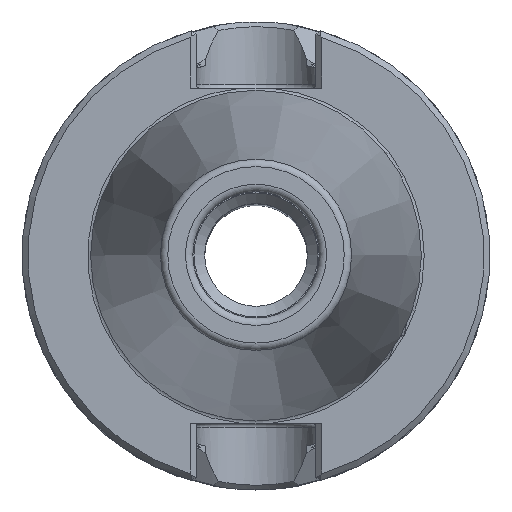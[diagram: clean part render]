
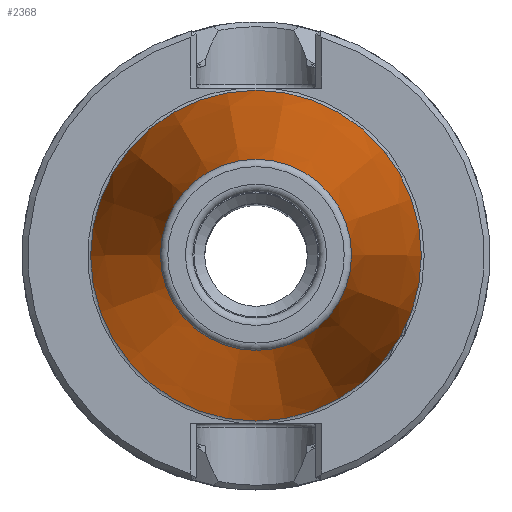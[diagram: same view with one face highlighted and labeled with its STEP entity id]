
A CAD part, top view. The second image highlights one B-rep face of the part: STEP entity #2368.
In plain terms, the highlighted conical face has half-angle 8.297 degrees and reference radius 12.871 mm.
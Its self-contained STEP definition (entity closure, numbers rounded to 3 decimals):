
#288=CONICAL_SURFACE('',#2536,12.871,0.145);
#397=ORIENTED_EDGE('',*,*,#770,.T.);
#398=ORIENTED_EDGE('',*,*,#769,.F.);
#769=EDGE_CURVE('',#980,#980,#1135,.T.);
#770=EDGE_CURVE('',#981,#981,#1136,.T.);
#980=VERTEX_POINT('',#3286);
#981=VERTEX_POINT('',#3289);
#1135=CIRCLE('',#2535,12.871);
#1136=CIRCLE('',#2537,22.268);
#1270=EDGE_LOOP('',(#397));
#1271=EDGE_LOOP('',(#398));
#1438=FACE_BOUND('',#1270,.T.);
#1439=FACE_BOUND('',#1271,.T.);
#2368=ADVANCED_FACE('',(#1438,#1439),#288,.T.);
#2535=AXIS2_PLACEMENT_3D('',#3285,#2848,#2849);
#2536=AXIS2_PLACEMENT_3D('',#3287,#2850,#2851);
#2537=AXIS2_PLACEMENT_3D('',#3288,#2852,#2853);
#2848=DIRECTION('',(0.,0.,1.));
#2849=DIRECTION('',(1.,0.,0.));
#2850=DIRECTION('',(0.,0.,-1.));
#2851=DIRECTION('',(-1.,0.,0.));
#2852=DIRECTION('',(0.,0.,1.));
#2853=DIRECTION('',(1.,0.,0.));
#3285=CARTESIAN_POINT('',(0.,0.,64.544));
#3286=CARTESIAN_POINT('',(12.871,0.,64.544));
#3287=CARTESIAN_POINT('',(0.,0.,64.544));
#3288=CARTESIAN_POINT('',(0.,0.,0.106));
#3289=CARTESIAN_POINT('',(22.268,0.,0.106));
